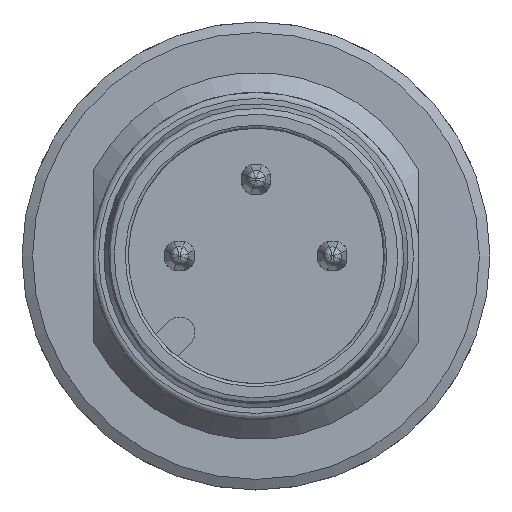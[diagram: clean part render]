
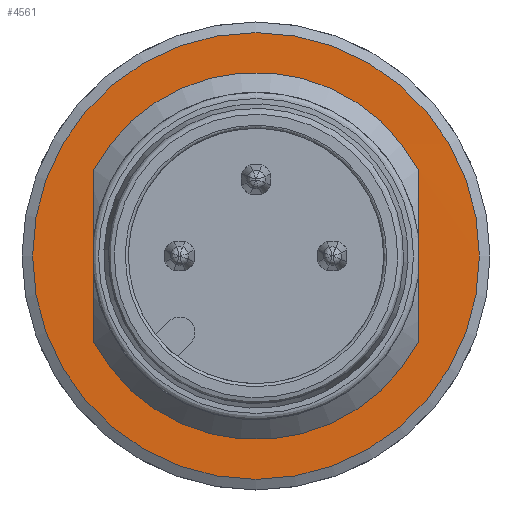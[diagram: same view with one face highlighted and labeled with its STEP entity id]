
A CAD part, front view. The second image highlights one B-rep face of the part: STEP entity #4561.
In plain terms, the highlighted planar face has unit normal (0, -1, 0).
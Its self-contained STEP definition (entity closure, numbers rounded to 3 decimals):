
#4287=FACE_BOUND('',#5929,.T.);
#4288=FACE_BOUND('',#5930,.T.);
#4561=ADVANCED_FACE('',(#4287,#4288),#4980,.T.);
#4980=PLANE('',#14479);
#5929=EDGE_LOOP('',(#7719,#7720,#7721,#7722,#7723,#7724));
#5930=EDGE_LOOP('',(#7725));
#6481=CIRCLE('',#14453,6.);
#6494=CIRCLE('',#14474,6.);
#6495=CIRCLE('',#14478,7.304);
#7719=ORIENTED_EDGE('',*,*,#11259,.T.);
#7720=ORIENTED_EDGE('',*,*,#11249,.F.);
#7721=ORIENTED_EDGE('',*,*,#11257,.T.);
#7722=ORIENTED_EDGE('',*,*,#11226,.F.);
#7723=ORIENTED_EDGE('',*,*,#11261,.T.);
#7724=ORIENTED_EDGE('',*,*,#11260,.T.);
#7725=ORIENTED_EDGE('',*,*,#11263,.T.);
#10073=VERTEX_POINT('',#18794);
#10074=VERTEX_POINT('',#18796);
#10094=VERTEX_POINT('',#18924);
#10095=VERTEX_POINT('',#18926);
#10100=VERTEX_POINT('',#18967);
#10101=VERTEX_POINT('',#18969);
#10102=VERTEX_POINT('',#18977);
#11226=EDGE_CURVE('',#10073,#10074,#6481,.T.);
#11249=EDGE_CURVE('',#10094,#10095,#6494,.T.);
#11257=EDGE_CURVE('',#10094,#10074,#12414,.T.);
#11259=EDGE_CURVE('',#10100,#10095,#12415,.T.);
#11260=EDGE_CURVE('',#10101,#10100,#12416,.T.);
#11261=EDGE_CURVE('',#10073,#10101,#12417,.T.);
#11263=EDGE_CURVE('',#10102,#10102,#6495,.T.);
#12414=LINE('',#18960,#13090);
#12415=LINE('',#18966,#13091);
#12416=LINE('',#18968,#13092);
#12417=LINE('',#18970,#13093);
#13090=VECTOR('',#15966,1.);
#13091=VECTOR('',#15969,1.);
#13092=VECTOR('',#15970,1.);
#13093=VECTOR('',#15971,1.);
#14453=AXIS2_PLACEMENT_3D('',#18795,#15915,#15916);
#14474=AXIS2_PLACEMENT_3D('',#18925,#15962,#15963);
#14478=AXIS2_PLACEMENT_3D('',#18976,#15974,#15975);
#14479=AXIS2_PLACEMENT_3D('',#18978,#15976,#15977);
#15915=DIRECTION('',(0.,-1.,0.));
#15916=DIRECTION('',(0.,0.,-1.));
#15962=DIRECTION('',(0.,-1.,0.));
#15963=DIRECTION('',(0.,0.,-1.));
#15966=DIRECTION('',(0.,0.,-1.));
#15969=DIRECTION('',(0.,0.,1.));
#15970=DIRECTION('',(0.,0.,1.));
#15971=DIRECTION('',(0.,0.,1.));
#15974=DIRECTION('',(0.,-1.,0.));
#15975=DIRECTION('',(-1.,0.,0.));
#15976=DIRECTION('',(0.,-1.,0.));
#15977=DIRECTION('',(0.,0.,1.));
#18794=CARTESIAN_POINT('',(33.135,-63.818,42.302));
#18795=CARTESIAN_POINT('',(38.435,-63.818,45.115));
#18796=CARTESIAN_POINT('',(43.735,-63.818,42.302));
#18924=CARTESIAN_POINT('',(43.732,-63.829,47.926));
#18925=CARTESIAN_POINT('',(38.435,-63.818,45.115));
#18926=CARTESIAN_POINT('',(33.135,-63.818,47.927));
#18960=CARTESIAN_POINT('',(43.735,-63.818,47.928));
#18966=CARTESIAN_POINT('',(33.135,-63.818,47.927));
#18967=CARTESIAN_POINT('',(33.135,-63.818,46.245));
#18968=CARTESIAN_POINT('',(33.135,-63.818,44.067));
#18969=CARTESIAN_POINT('',(33.135,-63.818,44.067));
#18970=CARTESIAN_POINT('',(33.135,-63.818,47.927));
#18976=CARTESIAN_POINT('',(38.435,-63.818,45.115));
#18977=CARTESIAN_POINT('',(31.131,-63.818,45.115));
#18978=CARTESIAN_POINT('',(46.469,-63.818,37.081));
